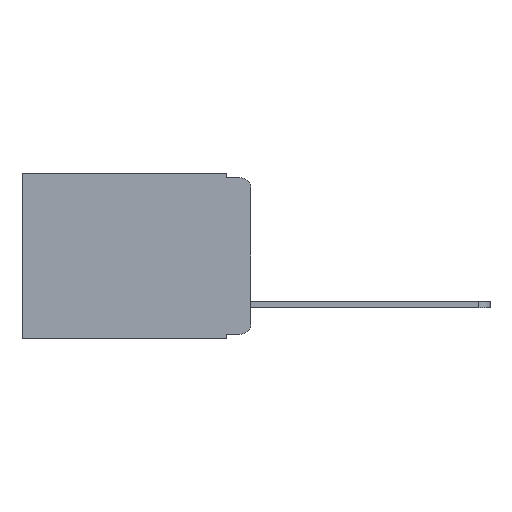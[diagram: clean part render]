
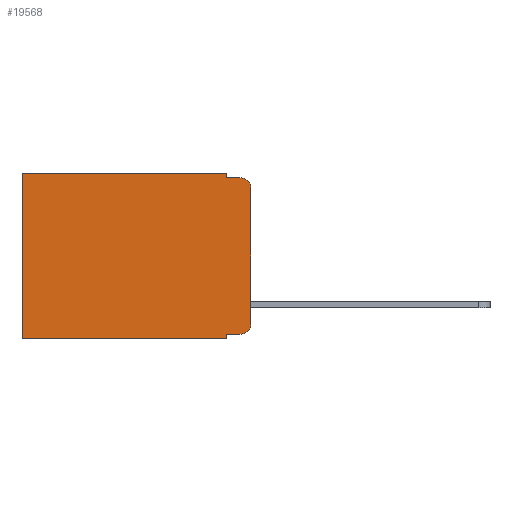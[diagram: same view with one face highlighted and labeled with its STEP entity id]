
A CAD part, left-side view. The second image highlights one B-rep face of the part: STEP entity #19568.
In plain terms, the highlighted planar face has unit normal (-1, 0, 0).
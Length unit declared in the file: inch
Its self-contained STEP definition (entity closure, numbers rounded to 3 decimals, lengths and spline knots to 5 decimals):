
#252 = CARTESIAN_POINT ( 'NONE',  ( 0.298, 0.051, -0.343 ) ) ;
#535 = ORIENTED_EDGE ( 'NONE', *, *, #13950, .F. ) ;
#1150 = EDGE_CURVE ( 'NONE', #15441, #11967, #16293, .T. ) ;
#1269 = DIRECTION ( 'NONE',  ( 0., -1., 0. ) ) ;
#1416 = LINE ( 'NONE', #5942, #8052 ) ;
#1951 = CARTESIAN_POINT ( 'NONE',  ( 0.298, 0.051, 0. ) ) ;
#2093 = VERTEX_POINT ( 'NONE', #2369 ) ;
#2222 = CARTESIAN_POINT ( 'NONE',  ( 0.298, 0.051, 0. ) ) ;
#2369 = CARTESIAN_POINT ( 'NONE',  ( 0.298, 0., -0.313 ) ) ;
#3576 = VERTEX_POINT ( 'NONE', #16261 ) ;
#4176 = EDGE_LOOP ( 'NONE', ( #13059, #5091, #535, #10360, #5887, #4771, #6465, #9794, #17876, #12476 ) ) ;
#4309 = VERTEX_POINT ( 'NONE', #14627 ) ;
#4771 = ORIENTED_EDGE ( 'NONE', *, *, #19612, .T. ) ;
#5091 = ORIENTED_EDGE ( 'NONE', *, *, #11224, .T. ) ;
#5523 = DIRECTION ( 'NONE',  ( 0., 0., -1. ) ) ;
#5611 = VERTEX_POINT ( 'NONE', #252 ) ;
#5887 = ORIENTED_EDGE ( 'NONE', *, *, #1150, .T. ) ;
#5942 = CARTESIAN_POINT ( 'NONE',  ( 0.298, 0., 0. ) ) ;
#6095 = DIRECTION ( 'NONE',  ( 0., 0., -1. ) ) ;
#6126 = VECTOR ( 'NONE', #1269, 39.37008 ) ;
#6220 = EDGE_CURVE ( 'NONE', #15441, #21276, #14012, .T. ) ;
#6423 = CARTESIAN_POINT ( 'NONE',  ( 0.298, 0., 0. ) ) ;
#6465 = ORIENTED_EDGE ( 'NONE', *, *, #12807, .F. ) ;
#6613 = LINE ( 'NONE', #9264, #12960 ) ;
#7267 = LINE ( 'NONE', #22722, #13357 ) ;
#7860 = DIRECTION ( 'NONE',  ( 0., 0., -1. ) ) ;
#8052 = VECTOR ( 'NONE', #7860, 39.37008 ) ;
#8774 = CARTESIAN_POINT ( 'NONE',  ( 0.298, 0.473, 0. ) ) ;
#8904 = CARTESIAN_POINT ( 'NONE',  ( 0.298, 0.051, -0.333 ) ) ;
#9216 = DIRECTION ( 'NONE',  ( -1., 0., 0. ) ) ;
#9264 = CARTESIAN_POINT ( 'NONE',  ( 0.298, 0.051, 0. ) ) ;
#9570 = FACE_OUTER_BOUND ( 'NONE', #4176, .T. ) ;
#9711 = DIRECTION ( 'NONE',  ( 1., 0., 0. ) ) ;
#9794 = ORIENTED_EDGE ( 'NONE', *, *, #9802, .F. ) ;
#9802 = EDGE_CURVE ( 'NONE', #3576, #5611, #6613, .T. ) ;
#10360 = ORIENTED_EDGE ( 'NONE', *, *, #6220, .F. ) ;
#10682 = VERTEX_POINT ( 'NONE', #12490 ) ;
#11029 = LINE ( 'NONE', #21919, #6126 ) ;
#11224 = EDGE_CURVE ( 'NONE', #12591, #10682, #23359, .T. ) ;
#11583 = DIRECTION ( 'NONE',  ( 0., 0., -1. ) ) ;
#11709 = DIRECTION ( 'NONE',  ( 0., 0., -1. ) ) ;
#11844 = CARTESIAN_POINT ( 'NONE',  ( 0.298, 0.051, -0.01 ) ) ;
#11967 = VERTEX_POINT ( 'NONE', #8774 ) ;
#12476 = ORIENTED_EDGE ( 'NONE', *, *, #21574, .T. ) ;
#12490 = CARTESIAN_POINT ( 'NONE',  ( 0.298, 0.02, -0.01 ) ) ;
#12591 = VERTEX_POINT ( 'NONE', #17968 ) ;
#12807 = EDGE_CURVE ( 'NONE', #5611, #4309, #20097, .T. ) ;
#12812 = VECTOR ( 'NONE', #19598, 39.37008 ) ;
#12905 = LINE ( 'NONE', #8904, #21004 ) ;
#12960 = VECTOR ( 'NONE', #16797, 39.37008 ) ;
#13059 = ORIENTED_EDGE ( 'NONE', *, *, #21304, .F. ) ;
#13357 = VECTOR ( 'NONE', #6095, 39.37008 ) ;
#13950 = EDGE_CURVE ( 'NONE', #21276, #10682, #11029, .T. ) ;
#14012 = LINE ( 'NONE', #2222, #16591 ) ;
#14268 = AXIS2_PLACEMENT_3D ( 'NONE', #14653, #9216, #5523 ) ;
#14627 = CARTESIAN_POINT ( 'NONE',  ( 0.298, 0.473, -0.343 ) ) ;
#14653 = CARTESIAN_POINT ( 'NONE',  ( 0.298, 0.02, -0.313 ) ) ;
#15037 = DIRECTION ( 'NONE',  ( 0., 1., 0. ) ) ;
#15441 = VERTEX_POINT ( 'NONE', #1951 ) ;
#15733 = AXIS2_PLACEMENT_3D ( 'NONE', #6423, #9711, #11583 ) ;
#15861 = CARTESIAN_POINT ( 'NONE',  ( 0.298, 0.02, -0.03 ) ) ;
#16092 = DIRECTION ( 'NONE',  ( 0., 0., -1. ) ) ;
#16182 = DIRECTION ( 'NONE',  ( -1., 0., 0. ) ) ;
#16261 = CARTESIAN_POINT ( 'NONE',  ( 0.298, 0.051, -0.333 ) ) ;
#16293 = LINE ( 'NONE', #17644, #12812 ) ;
#16591 = VECTOR ( 'NONE', #11709, 39.37008 ) ;
#16598 = CARTESIAN_POINT ( 'NONE',  ( 0.298, 0.02, -0.333 ) ) ;
#16797 = DIRECTION ( 'NONE',  ( 0., 0., -1. ) ) ;
#17644 = CARTESIAN_POINT ( 'NONE',  ( 0.298, 0., 0. ) ) ;
#17876 = ORIENTED_EDGE ( 'NONE', *, *, #21503, .T. ) ;
#17968 = CARTESIAN_POINT ( 'NONE',  ( 0.298, 0., -0.03 ) ) ;
#18512 = CARTESIAN_POINT ( 'NONE',  ( 0.298, 0., -0.343 ) ) ;
#19568 = ADVANCED_FACE ( 'NONE', ( #9570 ), #20810, .F. ) ;
#19598 = DIRECTION ( 'NONE',  ( 0., 1., 0. ) ) ;
#19612 = EDGE_CURVE ( 'NONE', #11967, #4309, #7267, .T. ) ;
#20097 = LINE ( 'NONE', #18512, #20368 ) ;
#20368 = VECTOR ( 'NONE', #15037, 39.37008 ) ;
#20810 = PLANE ( 'NONE',  #15733 ) ;
#21004 = VECTOR ( 'NONE', #21758, 39.37008 ) ;
#21276 = VERTEX_POINT ( 'NONE', #11844 ) ;
#21304 = EDGE_CURVE ( 'NONE', #12591, #2093, #1416, .T. ) ;
#21503 = EDGE_CURVE ( 'NONE', #3576, #23965, #12905, .T. ) ;
#21574 = EDGE_CURVE ( 'NONE', #23965, #2093, #23437, .T. ) ;
#21758 = DIRECTION ( 'NONE',  ( 0., -1., 0. ) ) ;
#21919 = CARTESIAN_POINT ( 'NONE',  ( 0.298, 0.051, -0.01 ) ) ;
#21939 = AXIS2_PLACEMENT_3D ( 'NONE', #15861, #16182, #16092 ) ;
#22722 = CARTESIAN_POINT ( 'NONE',  ( 0.298, 0.473, 0. ) ) ;
#23359 = CIRCLE ( 'NONE', #21939, 0.02 ) ;
#23437 = CIRCLE ( 'NONE', #14268, 0.02 ) ;
#23965 = VERTEX_POINT ( 'NONE', #16598 ) ;
